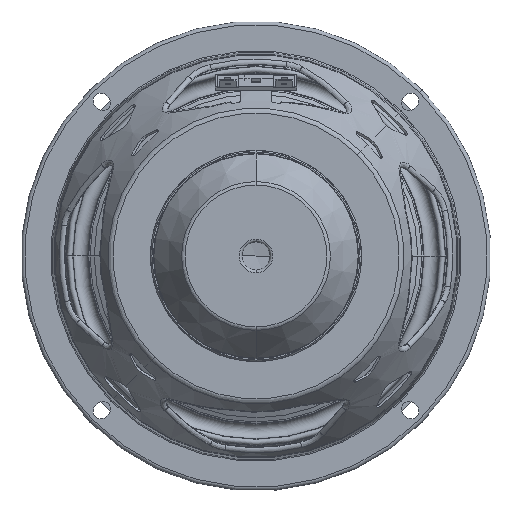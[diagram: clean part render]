
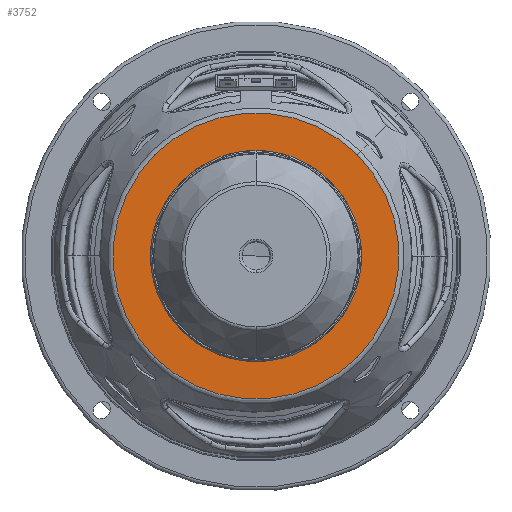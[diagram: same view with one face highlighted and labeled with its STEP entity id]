
A CAD part, front view. The second image highlights one B-rep face of the part: STEP entity #3752.
In plain terms, the highlighted planar face has unit normal (0, -1, 0).
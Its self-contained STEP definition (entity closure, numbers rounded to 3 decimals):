
#85 = ORIENTED_EDGE ( 'NONE', *, *, #8346, .F. ) ;
#389 = DIRECTION ( 'NONE',  ( 0.707, 0., 0.707 ) ) ;
#761 = CARTESIAN_POINT ( 'NONE',  ( 21.991, 27., -21.991 ) ) ;
#1086 = FACE_OUTER_BOUND ( 'NONE', #1635, .T. ) ;
#1161 = CIRCLE ( 'NONE', #13212, 2.1 ) ;
#1271 = DIRECTION ( 'NONE',  ( -0.707, 0., -0.707 ) ) ;
#1635 = EDGE_LOOP ( 'NONE', ( #3096, #11365 ) ) ;
#1650 = CIRCLE ( 'NONE', #11338, 50.845 ) ;
#1749 = CIRCLE ( 'NONE', #11446, 2.1 ) ;
#1960 = EDGE_CURVE ( 'NONE', #10549, #16308, #1650, .T. ) ;
#1994 = CIRCLE ( 'NONE', #11703, 22.5 ) ;
#2248 = CARTESIAN_POINT ( 'NONE',  ( 0., 27., 0. ) ) ;
#2330 = ORIENTED_EDGE ( 'NONE', *, *, #9985, .F. ) ;
#2338 = ORIENTED_EDGE ( 'NONE', *, *, #6501, .F. ) ;
#2399 = FACE_BOUND ( 'NONE', #7911, .T. ) ;
#2510 = AXIS2_PLACEMENT_3D ( 'NONE', #3156, #8455, #13735 ) ;
#2660 = DIRECTION ( 'NONE',  ( 0., -1., 0. ) ) ;
#2775 = DIRECTION ( 'NONE',  ( 0.707, 0., 0.707 ) ) ;
#2868 = DIRECTION ( 'NONE',  ( 0.707, 0., 0.707 ) ) ;
#2986 = CARTESIAN_POINT ( 'NONE',  ( 0., 27., 0. ) ) ;
#3096 = ORIENTED_EDGE ( 'NONE', *, *, #13923, .T. ) ;
#3156 = CARTESIAN_POINT ( 'NONE',  ( -20.506, 27., 20.506 ) ) ;
#3345 = CARTESIAN_POINT ( 'NONE',  ( -19.021, 27., 19.021 ) ) ;
#3701 = CARTESIAN_POINT ( 'NONE',  ( 35.953, 27., 35.953 ) ) ;
#3752 = ADVANCED_FACE ( 'NONE', ( #14281, #2399, #7699, #12979, #1086, #6389 ), #11687, .T. ) ;
#3826 = CARTESIAN_POINT ( 'NONE',  ( -35.953, 27., -35.953 ) ) ;
#4099 = CARTESIAN_POINT ( 'NONE',  ( -20.506, 27., -20.506 ) ) ;
#4172 = CIRCLE ( 'NONE', #13858, 2.1 ) ;
#4370 = CARTESIAN_POINT ( 'NONE',  ( -15.91, 27., -15.91 ) ) ;
#4407 = EDGE_CURVE ( 'NONE', #13716, #14331, #9991, .T. ) ;
#4442 = AXIS2_PLACEMENT_3D ( 'NONE', #2248, #11534, #16812 ) ;
#4560 = DIRECTION ( 'NONE',  ( 0., -1., 0. ) ) ;
#5066 = DIRECTION ( 'NONE',  ( 0., -1., 0. ) ) ;
#5097 = DIRECTION ( 'NONE',  ( 0., -1., 0. ) ) ;
#5195 = AXIS2_PLACEMENT_3D ( 'NONE', #16427, #4560, #9867 ) ;
#5637 = CARTESIAN_POINT ( 'NONE',  ( -20.506, 27., 20.506 ) ) ;
#5639 = CARTESIAN_POINT ( 'NONE',  ( 15.91, 27., 15.91 ) ) ;
#5987 = EDGE_CURVE ( 'NONE', #16836, #10661, #12659, .T. ) ;
#6216 = EDGE_CURVE ( 'NONE', #10929, #8293, #16811, .T. ) ;
#6389 = FACE_BOUND ( 'NONE', #8783, .T. ) ;
#6501 = EDGE_CURVE ( 'NONE', #16962, #9019, #1749, .T. ) ;
#6666 = ORIENTED_EDGE ( 'NONE', *, *, #4407, .F. ) ;
#6689 = ORIENTED_EDGE ( 'NONE', *, *, #6216, .F. ) ;
#7004 = CARTESIAN_POINT ( 'NONE',  ( -21.991, 27., -21.991 ) ) ;
#7224 = ORIENTED_EDGE ( 'NONE', *, *, #5987, .F. ) ;
#7255 = DIRECTION ( 'NONE',  ( 0., -1., 0. ) ) ;
#7516 = CIRCLE ( 'NONE', #9746, 2.1 ) ;
#7699 = FACE_BOUND ( 'NONE', #10586, .T. ) ;
#7810 = AXIS2_PLACEMENT_3D ( 'NONE', #7889, #13160, #1271 ) ;
#7889 = CARTESIAN_POINT ( 'NONE',  ( -20.506, 27., -20.506 ) ) ;
#7911 = EDGE_LOOP ( 'NONE', ( #2330, #6666 ) ) ;
#7947 = CARTESIAN_POINT ( 'NONE',  ( 19.021, 27., 19.021 ) ) ;
#7971 = DIRECTION ( 'NONE',  ( 0.707, 0., 0.707 ) ) ;
#7994 = EDGE_LOOP ( 'NONE', ( #16974, #7224 ) ) ;
#8293 = VERTEX_POINT ( 'NONE', #4370 ) ;
#8346 = EDGE_CURVE ( 'NONE', #8293, #10929, #1994, .T. ) ;
#8440 = EDGE_CURVE ( 'NONE', #10333, #14310, #1161, .T. ) ;
#8455 = DIRECTION ( 'NONE',  ( 0., -1., 0. ) ) ;
#8783 = EDGE_LOOP ( 'NONE', ( #6689, #85 ) ) ;
#8916 = CARTESIAN_POINT ( 'NONE',  ( -19.021, 27., -19.021 ) ) ;
#9019 = VERTEX_POINT ( 'NONE', #13774 ) ;
#9362 = AXIS2_PLACEMENT_3D ( 'NONE', #2986, #12278, #389 ) ;
#9383 = AXIS2_PLACEMENT_3D ( 'NONE', #14554, #2660, #7971 ) ;
#9386 = CARTESIAN_POINT ( 'NONE',  ( 20.506, 27., 20.506 ) ) ;
#9399 = DIRECTION ( 'NONE',  ( 0., -1., 0. ) ) ;
#9476 = CARTESIAN_POINT ( 'NONE',  ( 0., 27., 0. ) ) ;
#9746 = AXIS2_PLACEMENT_3D ( 'NONE', #15133, #7255, #12530 ) ;
#9867 = DIRECTION ( 'NONE',  ( 0.707, 0., -0.707 ) ) ;
#9985 = EDGE_CURVE ( 'NONE', #14331, #13716, #4172, .T. ) ;
#9991 = CIRCLE ( 'NONE', #2510, 2.1 ) ;
#10333 = VERTEX_POINT ( 'NONE', #7004 ) ;
#10354 = DIRECTION ( 'NONE',  ( 0.707, 0., 0.707 ) ) ;
#10389 = DIRECTION ( 'NONE',  ( 0.707, 0., 0.707 ) ) ;
#10549 = VERTEX_POINT ( 'NONE', #3826 ) ;
#10586 = EDGE_LOOP ( 'NONE', ( #14830, #2338 ) ) ;
#10661 = VERTEX_POINT ( 'NONE', #761 ) ;
#10921 = DIRECTION ( 'NONE',  ( 0., -1., 0. ) ) ;
#10929 = VERTEX_POINT ( 'NONE', #5639 ) ;
#11338 = AXIS2_PLACEMENT_3D ( 'NONE', #9476, #14759, #2868 ) ;
#11365 = ORIENTED_EDGE ( 'NONE', *, *, #1960, .T. ) ;
#11446 = AXIS2_PLACEMENT_3D ( 'NONE', #9386, #14670, #2775 ) ;
#11455 = EDGE_LOOP ( 'NONE', ( #12493, #12846 ) ) ;
#11481 = EDGE_CURVE ( 'NONE', #10661, #16836, #7516, .T. ) ;
#11491 = CARTESIAN_POINT ( 'NONE',  ( 19.021, 27., -19.021 ) ) ;
#11534 = DIRECTION ( 'NONE',  ( 0., -1., 0. ) ) ;
#11609 = CARTESIAN_POINT ( 'NONE',  ( -21.991, 27., 21.991 ) ) ;
#11687 = PLANE ( 'NONE',  #13123 ) ;
#11703 = AXIS2_PLACEMENT_3D ( 'NONE', #16922, #5066, #10354 ) ;
#11929 = CIRCLE ( 'NONE', #4442, 50.845 ) ;
#12278 = DIRECTION ( 'NONE',  ( 0., -1., 0. ) ) ;
#12493 = ORIENTED_EDGE ( 'NONE', *, *, #8440, .F. ) ;
#12530 = DIRECTION ( 'NONE',  ( 0.707, 0., -0.707 ) ) ;
#12544 = EDGE_CURVE ( 'NONE', #9019, #16962, #16828, .T. ) ;
#12659 = CIRCLE ( 'NONE', #5195, 2.1 ) ;
#12846 = ORIENTED_EDGE ( 'NONE', *, *, #14437, .F. ) ;
#12979 = FACE_BOUND ( 'NONE', #7994, .T. ) ;
#13123 = AXIS2_PLACEMENT_3D ( 'NONE', #16958, #5097, #10389 ) ;
#13160 = DIRECTION ( 'NONE',  ( 0., -1., 0. ) ) ;
#13212 = AXIS2_PLACEMENT_3D ( 'NONE', #4099, #9399, #14683 ) ;
#13716 = VERTEX_POINT ( 'NONE', #3345 ) ;
#13735 = DIRECTION ( 'NONE',  ( -0.707, 0., 0.707 ) ) ;
#13774 = CARTESIAN_POINT ( 'NONE',  ( 21.991, 27., 21.991 ) ) ;
#13858 = AXIS2_PLACEMENT_3D ( 'NONE', #5637, #10921, #16192 ) ;
#13923 = EDGE_CURVE ( 'NONE', #16308, #10549, #11929, .T. ) ;
#14281 = FACE_BOUND ( 'NONE', #11455, .T. ) ;
#14310 = VERTEX_POINT ( 'NONE', #8916 ) ;
#14331 = VERTEX_POINT ( 'NONE', #11609 ) ;
#14437 = EDGE_CURVE ( 'NONE', #14310, #10333, #15264, .T. ) ;
#14554 = CARTESIAN_POINT ( 'NONE',  ( 20.506, 27., 20.506 ) ) ;
#14670 = DIRECTION ( 'NONE',  ( 0., -1., 0. ) ) ;
#14683 = DIRECTION ( 'NONE',  ( -0.707, 0., -0.707 ) ) ;
#14759 = DIRECTION ( 'NONE',  ( 0., -1., 0. ) ) ;
#14830 = ORIENTED_EDGE ( 'NONE', *, *, #12544, .F. ) ;
#15133 = CARTESIAN_POINT ( 'NONE',  ( 20.506, 27., -20.506 ) ) ;
#15264 = CIRCLE ( 'NONE', #7810, 2.1 ) ;
#16192 = DIRECTION ( 'NONE',  ( -0.707, 0., 0.707 ) ) ;
#16308 = VERTEX_POINT ( 'NONE', #3701 ) ;
#16427 = CARTESIAN_POINT ( 'NONE',  ( 20.506, 27., -20.506 ) ) ;
#16811 = CIRCLE ( 'NONE', #9362, 22.5 ) ;
#16812 = DIRECTION ( 'NONE',  ( 0.707, 0., 0.707 ) ) ;
#16828 = CIRCLE ( 'NONE', #9383, 2.1 ) ;
#16836 = VERTEX_POINT ( 'NONE', #11491 ) ;
#16922 = CARTESIAN_POINT ( 'NONE',  ( 0., 27., 0. ) ) ;
#16958 = CARTESIAN_POINT ( 'NONE',  ( 0., 27., 0. ) ) ;
#16962 = VERTEX_POINT ( 'NONE', #7947 ) ;
#16974 = ORIENTED_EDGE ( 'NONE', *, *, #11481, .F. ) ;
